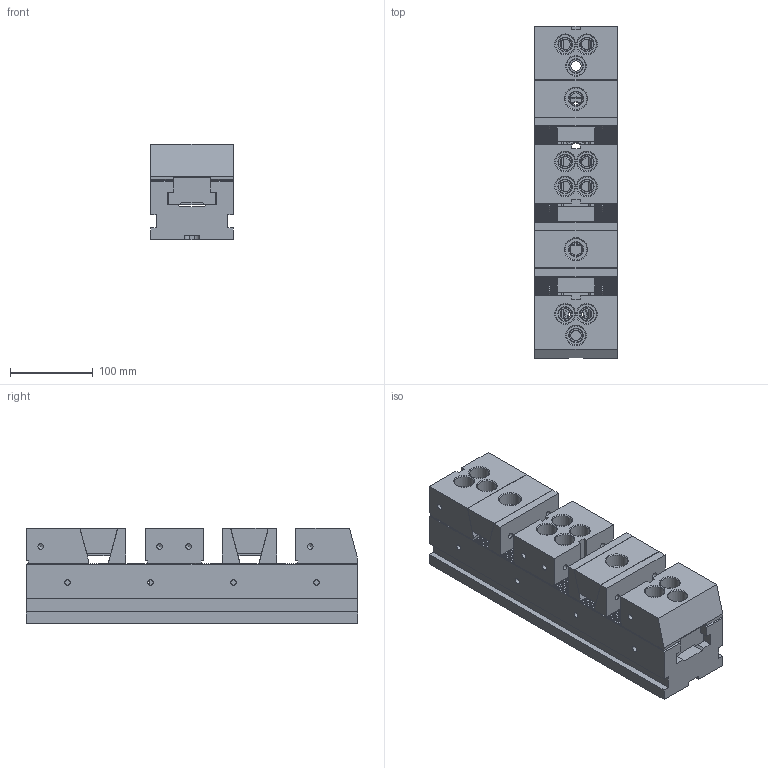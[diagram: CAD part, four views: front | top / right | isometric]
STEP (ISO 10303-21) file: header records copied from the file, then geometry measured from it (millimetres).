
FILE_DESCRIPTION( ( 'Unknown' ), '1' );
FILE_NAME( 'SVF-B-10040-100(3).stp', 'Unknown', ( 'Unknown' ), ( 'Unknown' ), 'PSStep 17.0.49', 'Unknown', ' ' );
FILE_SCHEMA( ( 'AUTOMOTIVE_DESIGN { 1 0 10303 214 1 1 1 1 }' ) );
Length unit declared in the file: millimetre
Products named in the file (17): SVF-AB04-100; 4-01-CAPA-M6L15; 1-SVF-AB04-100-2; 1-SVF-AB04-100-1; SVF-B02-100; 1-SVF-ABT-100-2; 1-SVF-B02-100-1; SVF-AB02-100; 1-SVF-AB02-100-2; 1-SVF-AB02-100-1; 3-SVF-AB02-B02-AB04-100; SVF-B01-100; 1-SVF-B01-100-2; 1-SVF-B01-100-1; 3-SVF-B02-AB04-100; Assem1; SVF-AB01-10040-100
Assembly tree (22 placements, depth 4):
  Assem1
    SVF-AB01-10040-100
    SVF-AB02-100
      1-SVF-AB02-100-2
      1-SVF-AB02-100-1
    3-SVF-B02-AB04-100
      SVF-AB04-100  x2
        4-01-CAPA-M6L15
        1-SVF-AB04-100-2
        1-SVF-AB04-100-1
      SVF-B02-100
        1-SVF-ABT-100-2
        1-SVF-B02-100-1
    SVF-B01-100
      1-SVF-B01-100-2
      1-SVF-B01-100-1
    3-SVF-AB02-B02-AB04-100
      SVF-AB02-100
        1-SVF-AB02-100-2
        1-SVF-AB02-100-1
      SVF-B02-100
        1-SVF-ABT-100-2
        1-SVF-B02-100-1
      SVF-AB04-100
        4-01-CAPA-M6L15  x3
        1-SVF-AB04-100-2
        1-SVF-AB04-100-1
Bounding box: 100 x 400 x 114.6 mm (x, y, z)
Volume: 3626856.2 mm3; surface area: 517465.6 mm2
Topology: 26 solids, 26 shells, 2592 faces, 6970 edges, 4467 vertices
Faces by surface type: plane 1832, cylinder 381, cone 370, torus 9
Full cylindrical faces by diameter (mm): 5 x143, 6 x126, 6.5 x9, 6.8 x30, 10 x9, 11 x9, 12.5 x10, 14 x2, 16 x12, 16.5 x2, 18 x4, 23 x10, 26 x8
Entity records: 66197 total; most frequent: CARTESIAN_POINT 9403, ORIENTED_EDGE 9126, DIRECTION 8233, EDGE_CURVE 4563, LINE 4287, VECTOR 4287, VERTEX_POINT 3143, AXIS2_PLACEMENT_3D 1973
